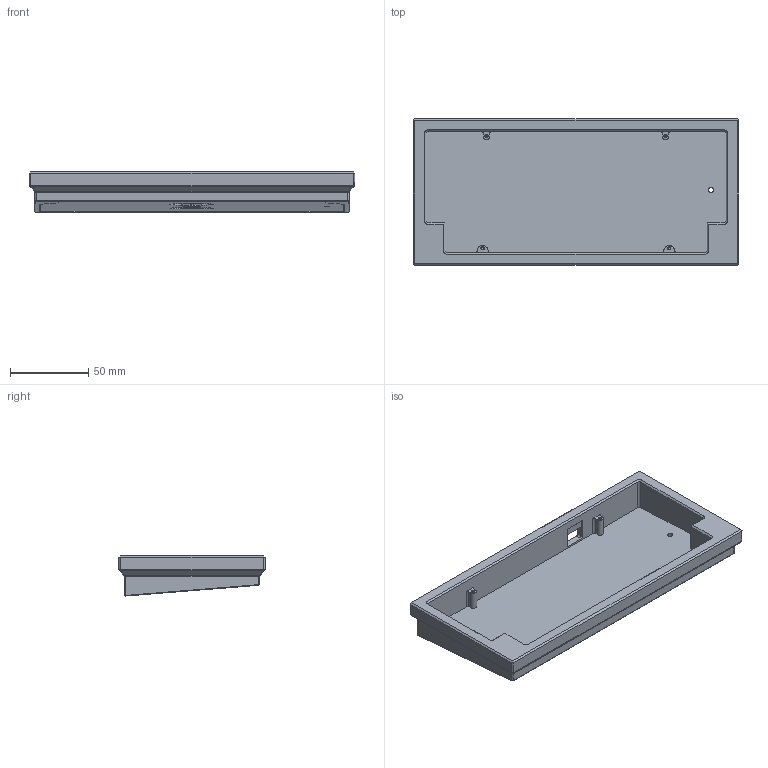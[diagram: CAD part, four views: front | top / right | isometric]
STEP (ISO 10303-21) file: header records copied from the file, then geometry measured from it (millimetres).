
FILE_DESCRIPTION(/* description */ (''),/* implementation_level */ '2;1');
FILE_NAME(/* name */ '_33_Case_P3D_MOD v6.step',/* time_stamp */ '2020-05-18T21:08:02-05:00',/* author */ (''),/* organization */ (''),/* preprocessor_version */ 'ST-DEVELOPER v18.1',/* originating_system */ 'Autodesk Translation Framework v9.3.0.1241',/* authorisation */ '');
FILE_SCHEMA (('AUTOMOTIVE_DESIGN { 1 0 10303 214 3 1 1 }'));
Length unit declared in the file: millimetre
Products named in the file (1): _33_Case_P3D_MOD
Bounding box: 207.55 x 93.25 x 25.62 mm (x, y, z)
Volume: 118797.6 mm3; surface area: 65250.1 mm2
Topology: 2 solids, 2 shells, 339 faces, 876 edges, 558 vertices
Faces by surface type: plane 129, cylinder 104, bspline 88, cone 14, sphere 4
Full cylindrical faces by diameter (mm): 0.5 x2, 1.623 x4, 2 x8, 3.3 x1, 4.5 x2
Entity records: 12038 total; most frequent: CARTESIAN_POINT 4162, ORIENTED_EDGE 1744, DIRECTION 1434, EDGE_CURVE 872, VERTEX_POINT 558, LINE 480, VECTOR 480, AXIS2_PLACEMENT_3D 477
